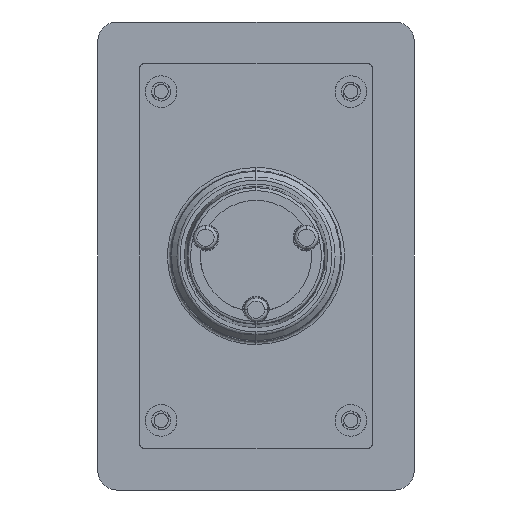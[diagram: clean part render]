
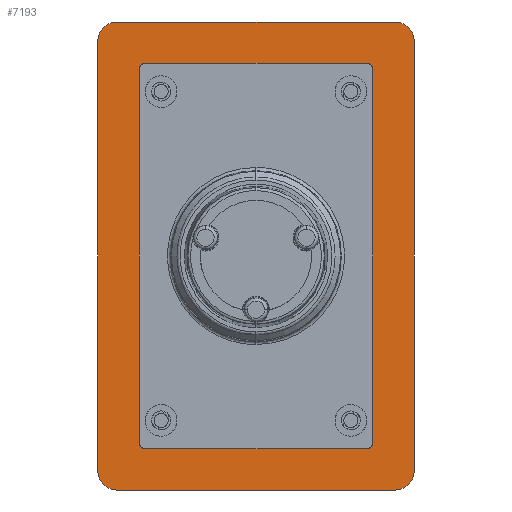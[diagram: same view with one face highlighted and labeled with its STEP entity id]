
A CAD part, left-side view. The second image highlights one B-rep face of the part: STEP entity #7193.
In plain terms, the highlighted planar face has unit normal (-1, 0, 0).
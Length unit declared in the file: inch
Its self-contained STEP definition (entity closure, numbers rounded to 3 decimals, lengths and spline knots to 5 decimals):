
#132 = CIRCLE ( 'NONE', #3221, 0.052 ) ;
#337 = CIRCLE ( 'NONE', #13756, 0.187 ) ;
#383 = CIRCLE ( 'NONE', #10320, 0.052 ) ;
#465 = FACE_OUTER_BOUND ( 'NONE', #13735, .T. ) ;
#837 = CARTESIAN_POINT ( 'NONE',  ( 0.924, 1.1, -1.85047 ) ) ;
#1085 = EDGE_CURVE ( 'NONE', #26254, #28432, #337, .T. ) ;
#1756 = AXIS2_PLACEMENT_3D ( 'NONE', #26397, #17580, #12717 ) ;
#2932 = ORIENTED_EDGE ( 'NONE', *, *, #11990, .T. ) ;
#3221 = AXIS2_PLACEMENT_3D ( 'NONE', #16570, #21176, #23282 ) ;
#3355 = CIRCLE ( 'NONE', #25274, 0.187 ) ;
#3547 = CARTESIAN_POINT ( 'NONE',  ( 0.924, -1.1, -1.90247 ) ) ;
#3876 = ORIENTED_EDGE ( 'NONE', *, *, #24565, .T. ) ;
#4028 = DIRECTION ( 'NONE',  ( 1., 0., 0. ) ) ;
#4185 = EDGE_CURVE ( 'NONE', #28432, #21608, #5854, .T. ) ;
#4534 = ORIENTED_EDGE ( 'NONE', *, *, #24906, .T. ) ;
#4651 = VERTEX_POINT ( 'NONE', #16781 ) ;
#4797 = EDGE_CURVE ( 'NONE', #27095, #15249, #3355, .T. ) ;
#5141 = DIRECTION ( 'NONE',  ( 1., 0., 0. ) ) ;
#5372 = DIRECTION ( 'NONE',  ( 1., 0., 0. ) ) ;
#5854 = LINE ( 'NONE', #17615, #26892 ) ;
#6051 = VECTOR ( 'NONE', #16005, 39.37008 ) ;
#6672 = DIRECTION ( 'NONE',  ( 0., 1., 0. ) ) ;
#6677 = CARTESIAN_POINT ( 'NONE',  ( 0.924, 1.5625, 2.1255 ) ) ;
#6703 = ORIENTED_EDGE ( 'NONE', *, *, #15057, .F. ) ;
#7193 = ADVANCED_FACE ( 'NONE', ( #10361, #465 ), #17612, .T. ) ;
#7242 = DIRECTION ( 'NONE',  ( 0., -1., 0. ) ) ;
#7610 = DIRECTION ( 'NONE',  ( 0., -1., 0. ) ) ;
#8270 = DIRECTION ( 'NONE',  ( 0., 1., 0. ) ) ;
#8369 = DIRECTION ( 'NONE',  ( 0., 1., 0. ) ) ;
#8541 = VERTEX_POINT ( 'NONE', #22312 ) ;
#8566 = CARTESIAN_POINT ( 'NONE',  ( 0.924, -1.1, 1.85047 ) ) ;
#9526 = EDGE_CURVE ( 'NONE', #11301, #8541, #10158, .T. ) ;
#9572 = CARTESIAN_POINT ( 'NONE',  ( 0.924, 1.1, -1.90247 ) ) ;
#9716 = VERTEX_POINT ( 'NONE', #6677 ) ;
#9897 = EDGE_CURVE ( 'NONE', #9716, #25056, #17931, .T. ) ;
#10120 = VERTEX_POINT ( 'NONE', #3547 ) ;
#10158 = LINE ( 'NONE', #28904, #27646 ) ;
#10320 = AXIS2_PLACEMENT_3D ( 'NONE', #837, #5372, #25869 ) ;
#10361 = FACE_BOUND ( 'NONE', #16349, .T. ) ;
#10374 = ORIENTED_EDGE ( 'NONE', *, *, #20275, .F. ) ;
#10381 = ORIENTED_EDGE ( 'NONE', *, *, #19141, .T. ) ;
#10565 = DIRECTION ( 'NONE',  ( 0., -1., 0. ) ) ;
#10993 = LINE ( 'NONE', #23383, #25626 ) ;
#11040 = ORIENTED_EDGE ( 'NONE', *, *, #14610, .T. ) ;
#11301 = VERTEX_POINT ( 'NONE', #26205 ) ;
#11555 = VECTOR ( 'NONE', #15772, 39.37008 ) ;
#11990 = EDGE_CURVE ( 'NONE', #19694, #21081, #14402, .T. ) ;
#12600 = ORIENTED_EDGE ( 'NONE', *, *, #4797, .F. ) ;
#12717 = DIRECTION ( 'NONE',  ( 0., 1., 0. ) ) ;
#12942 = CARTESIAN_POINT ( 'NONE',  ( 0.924, 1.46723, 2.18367 ) ) ;
#13735 = EDGE_LOOP ( 'NONE', ( #12600, #10374, #28006, #6703, #18546, #22659, #17546, #22056 ) ) ;
#13756 = AXIS2_PLACEMENT_3D ( 'NONE', #21920, #26425, #8270 ) ;
#14051 = LINE ( 'NONE', #18068, #15450 ) ;
#14188 = ORIENTED_EDGE ( 'NONE', *, *, #9526, .T. ) ;
#14198 = DIRECTION ( 'NONE',  ( 0., 0., -1. ) ) ;
#14402 = LINE ( 'NONE', #22031, #19750 ) ;
#14511 = CARTESIAN_POINT ( 'NONE',  ( 0.924, -1.152, -1.85047 ) ) ;
#14610 = EDGE_CURVE ( 'NONE', #28978, #10120, #132, .T. ) ;
#14651 = DIRECTION ( 'NONE',  ( 0., 0., 1. ) ) ;
#14747 = CIRCLE ( 'NONE', #16379, 0.052 ) ;
#15014 = AXIS2_PLACEMENT_3D ( 'NONE', #8566, #26817, #8369 ) ;
#15057 = EDGE_CURVE ( 'NONE', #21758, #9716, #17528, .T. ) ;
#15249 = VERTEX_POINT ( 'NONE', #28386 ) ;
#15450 = VECTOR ( 'NONE', #7242, 39.37008 ) ;
#15671 = CARTESIAN_POINT ( 'NONE',  ( 0.924, 1.3755, 2.3125 ) ) ;
#15711 = CARTESIAN_POINT ( 'NONE',  ( 0.924, 1.46723, -1.90247 ) ) ;
#15772 = DIRECTION ( 'NONE',  ( 0., 0., -1. ) ) ;
#16005 = DIRECTION ( 'NONE',  ( 0., 1., 0. ) ) ;
#16056 = CIRCLE ( 'NONE', #15014, 0.052 ) ;
#16098 = CIRCLE ( 'NONE', #20646, 0.187 ) ;
#16349 = EDGE_LOOP ( 'NONE', ( #14188, #3876, #2932, #26594, #18150, #11040, #4534, #10381 ) ) ;
#16379 = AXIS2_PLACEMENT_3D ( 'NONE', #28041, #5141, #7610 ) ;
#16570 = CARTESIAN_POINT ( 'NONE',  ( 0.924, -1.1, -1.85047 ) ) ;
#16781 = CARTESIAN_POINT ( 'NONE',  ( 0.924, -1.152, 1.85047 ) ) ;
#17453 = AXIS2_PLACEMENT_3D ( 'NONE', #12942, #28691, #10565 ) ;
#17528 = LINE ( 'NONE', #25628, #17865 ) ;
#17546 = ORIENTED_EDGE ( 'NONE', *, *, #1085, .F. ) ;
#17580 = DIRECTION ( 'NONE',  ( 1., 0., 0. ) ) ;
#17591 = LINE ( 'NONE', #25066, #11555 ) ;
#17612 = PLANE ( 'NONE',  #17453 ) ;
#17615 = CARTESIAN_POINT ( 'NONE',  ( 0.924, 1.3755, -2.3125 ) ) ;
#17664 = EDGE_CURVE ( 'NONE', #21081, #4651, #16056, .T. ) ;
#17865 = VECTOR ( 'NONE', #23527, 39.37008 ) ;
#17931 = CIRCLE ( 'NONE', #1756, 0.187 ) ;
#18068 = CARTESIAN_POINT ( 'NONE',  ( 0.924, -1.3755, 2.3125 ) ) ;
#18150 = ORIENTED_EDGE ( 'NONE', *, *, #20417, .T. ) ;
#18151 = LINE ( 'NONE', #15711, #6051 ) ;
#18332 = CARTESIAN_POINT ( 'NONE',  ( 0.924, 1.3755, -2.1255 ) ) ;
#18546 = ORIENTED_EDGE ( 'NONE', *, *, #26716, .F. ) ;
#19141 = EDGE_CURVE ( 'NONE', #27381, #11301, #383, .T. ) ;
#19385 = CARTESIAN_POINT ( 'NONE',  ( 0.924, -1.5625, -2.1255 ) ) ;
#19694 = VERTEX_POINT ( 'NONE', #26995 ) ;
#19750 = VECTOR ( 'NONE', #19924, 39.37008 ) ;
#19924 = DIRECTION ( 'NONE',  ( 0., -1., 0. ) ) ;
#20275 = EDGE_CURVE ( 'NONE', #25056, #27095, #14051, .T. ) ;
#20417 = EDGE_CURVE ( 'NONE', #4651, #28978, #17591, .T. ) ;
#20646 = AXIS2_PLACEMENT_3D ( 'NONE', #18332, #29400, #6672 ) ;
#21050 = CARTESIAN_POINT ( 'NONE',  ( 0.924, 1.5625, -2.1255 ) ) ;
#21081 = VERTEX_POINT ( 'NONE', #27833 ) ;
#21176 = DIRECTION ( 'NONE',  ( 1., 0., 0. ) ) ;
#21608 = VERTEX_POINT ( 'NONE', #26328 ) ;
#21758 = VERTEX_POINT ( 'NONE', #21050 ) ;
#21920 = CARTESIAN_POINT ( 'NONE',  ( 0.924, -1.3755, -2.1255 ) ) ;
#22031 = CARTESIAN_POINT ( 'NONE',  ( 0.924, 1.46723, 1.90247 ) ) ;
#22056 = ORIENTED_EDGE ( 'NONE', *, *, #25739, .F. ) ;
#22102 = CARTESIAN_POINT ( 'NONE',  ( 0.924, -1.3755, 2.1255 ) ) ;
#22312 = CARTESIAN_POINT ( 'NONE',  ( 0.924, 1.152, 1.85047 ) ) ;
#22659 = ORIENTED_EDGE ( 'NONE', *, *, #4185, .F. ) ;
#23282 = DIRECTION ( 'NONE',  ( 0., -1., 0. ) ) ;
#23383 = CARTESIAN_POINT ( 'NONE',  ( 0.924, -1.5625, 1.39685 ) ) ;
#23527 = DIRECTION ( 'NONE',  ( 0., 0., 1. ) ) ;
#24390 = DIRECTION ( 'NONE',  ( 0., 1., 0. ) ) ;
#24565 = EDGE_CURVE ( 'NONE', #8541, #19694, #14747, .T. ) ;
#24906 = EDGE_CURVE ( 'NONE', #10120, #27381, #18151, .T. ) ;
#25056 = VERTEX_POINT ( 'NONE', #15671 ) ;
#25066 = CARTESIAN_POINT ( 'NONE',  ( 0.924, -1.152, 2.18367 ) ) ;
#25274 = AXIS2_PLACEMENT_3D ( 'NONE', #22102, #4028, #24390 ) ;
#25626 = VECTOR ( 'NONE', #14198, 39.37008 ) ;
#25628 = CARTESIAN_POINT ( 'NONE',  ( 0.924, 1.5625, 2.1255 ) ) ;
#25739 = EDGE_CURVE ( 'NONE', #15249, #26254, #10993, .T. ) ;
#25869 = DIRECTION ( 'NONE',  ( 0., 1., 0. ) ) ;
#26025 = CARTESIAN_POINT ( 'NONE',  ( 0.924, -1.3755, 2.3125 ) ) ;
#26205 = CARTESIAN_POINT ( 'NONE',  ( 0.924, 1.152, -1.85047 ) ) ;
#26254 = VERTEX_POINT ( 'NONE', #19385 ) ;
#26328 = CARTESIAN_POINT ( 'NONE',  ( 0.924, 1.3755, -2.3125 ) ) ;
#26397 = CARTESIAN_POINT ( 'NONE',  ( 0.924, 1.3755, 2.1255 ) ) ;
#26425 = DIRECTION ( 'NONE',  ( 1., 0., 0. ) ) ;
#26528 = DIRECTION ( 'NONE',  ( 0., 1., 0. ) ) ;
#26594 = ORIENTED_EDGE ( 'NONE', *, *, #17664, .T. ) ;
#26701 = CARTESIAN_POINT ( 'NONE',  ( 0.924, -1.3755, -2.3125 ) ) ;
#26716 = EDGE_CURVE ( 'NONE', #21608, #21758, #16098, .T. ) ;
#26817 = DIRECTION ( 'NONE',  ( 1., 0., 0. ) ) ;
#26892 = VECTOR ( 'NONE', #26528, 39.37008 ) ;
#26995 = CARTESIAN_POINT ( 'NONE',  ( 0.924, 1.1, 1.90247 ) ) ;
#27095 = VERTEX_POINT ( 'NONE', #26025 ) ;
#27381 = VERTEX_POINT ( 'NONE', #9572 ) ;
#27646 = VECTOR ( 'NONE', #14651, 39.37008 ) ;
#27833 = CARTESIAN_POINT ( 'NONE',  ( 0.924, -1.1, 1.90247 ) ) ;
#28006 = ORIENTED_EDGE ( 'NONE', *, *, #9897, .F. ) ;
#28041 = CARTESIAN_POINT ( 'NONE',  ( 0.924, 1.1, 1.85047 ) ) ;
#28386 = CARTESIAN_POINT ( 'NONE',  ( 0.924, -1.5625, 2.1255 ) ) ;
#28432 = VERTEX_POINT ( 'NONE', #26701 ) ;
#28691 = DIRECTION ( 'NONE',  ( -1., 0., 0. ) ) ;
#28904 = CARTESIAN_POINT ( 'NONE',  ( 0.924, 1.152, 2.18367 ) ) ;
#28978 = VERTEX_POINT ( 'NONE', #14511 ) ;
#29400 = DIRECTION ( 'NONE',  ( 1., 0., 0. ) ) ;
